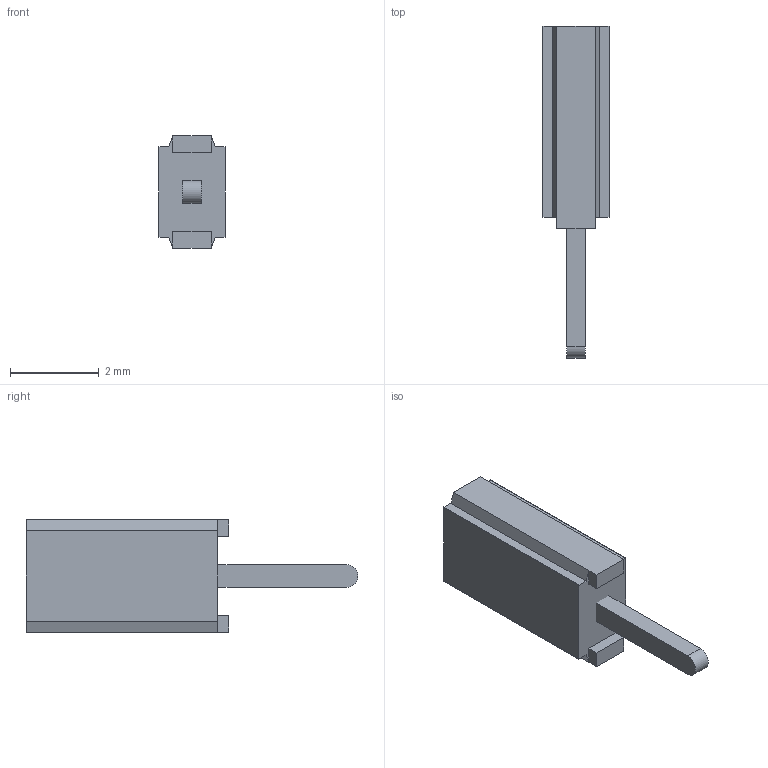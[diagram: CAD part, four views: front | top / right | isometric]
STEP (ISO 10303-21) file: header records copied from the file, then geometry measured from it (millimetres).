
FILE_DESCRIPTION(('FreeCAD Model'),'2;1');
FILE_NAME('Open CASCADE Shape Model','2025-11-10T14:05:39',(''),(''), 'Open CASCADE STEP processor 7.8','FreeCAD','Unknown');
FILE_SCHEMA(('AUTOMOTIVE_DESIGN { 1 0 10303 214 1 1 1 1 }'));
Length unit declared in the file: millimetre
Products named in the file (3): SLM-101-01-T-S; SLM-101-01-S_socket; C-29-01-01-S
Assembly tree (2 placements, depth 2):
  SLM-101-01-T-S
    SLM-101-01-S_socket
    C-29-01-01-S
Bounding box: 1.5 x 7.49 x 2.54 mm (x, y, z)
Volume: 13.8 mm3; surface area: 74.2 mm2
Topology: 2 solids, 2 shells, 56 faces, 142 edges, 92 vertices
Faces by surface type: plane 55, cylinder 1
Entity records: 1711 total; most frequent: CARTESIAN_POINT 293, ORIENTED_EDGE 284, DIRECTION 262, EDGE_CURVE 142, LINE 140, VECTOR 140, VERTEX_POINT 92, AXIS2_PLACEMENT_3D 61
